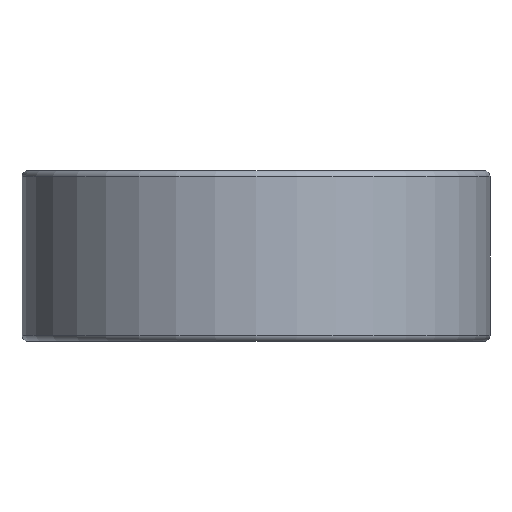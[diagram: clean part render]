
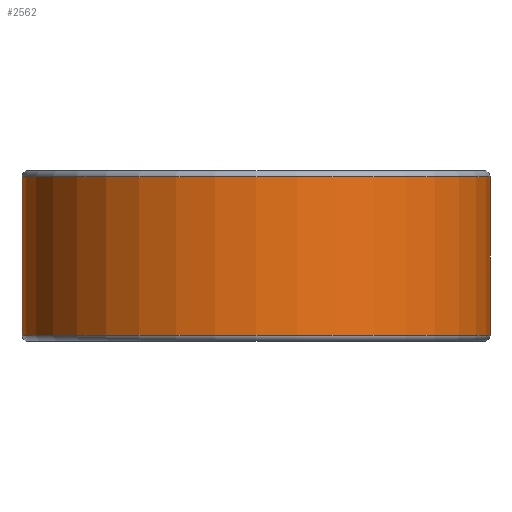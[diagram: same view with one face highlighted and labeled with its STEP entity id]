
A CAD part, front view. The second image highlights one B-rep face of the part: STEP entity #2562.
In plain terms, the highlighted cylindrical face has radius 28.169 mm (diameter 56.337 mm), a partial arc.
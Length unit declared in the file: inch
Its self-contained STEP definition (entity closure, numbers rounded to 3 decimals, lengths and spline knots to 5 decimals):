
#7 = EDGE_CURVE ( 'NONE', #2188, #1761, #243, .T. ) ;
#149 = CYLINDRICAL_SURFACE ( 'NONE', #871, 1.109 ) ;
#243 = CIRCLE ( 'NONE', #742, 1.109 ) ;
#343 = ORIENTED_EDGE ( 'NONE', *, *, #1119, .T. ) ;
#353 = VERTEX_POINT ( 'NONE', #1625 ) ;
#587 = DIRECTION ( 'NONE',  ( 1., 0., 0. ) ) ;
#589 = EDGE_CURVE ( 'NONE', #1756, #1761, #1025, .T. ) ;
#700 = VECTOR ( 'NONE', #2432, 39.37008 ) ;
#742 = AXIS2_PLACEMENT_3D ( 'NONE', #914, #1066, #1314 ) ;
#752 = CARTESIAN_POINT ( 'NONE',  ( -0.078, -2.562, 0.375 ) ) ;
#756 = LINE ( 'NONE', #752, #700 ) ;
#791 = DIRECTION ( 'NONE',  ( 0., 0., 1. ) ) ;
#871 = AXIS2_PLACEMENT_3D ( 'NONE', #1861, #791, #587 ) ;
#914 = CARTESIAN_POINT ( 'NONE',  ( 1.031, -2.562, 0.375 ) ) ;
#996 = CARTESIAN_POINT ( 'NONE',  ( -0.078, -2.562, 0.375 ) ) ;
#1025 = LINE ( 'NONE', #2440, #1524 ) ;
#1066 = DIRECTION ( 'NONE',  ( 0., 0., 1. ) ) ;
#1119 = EDGE_CURVE ( 'NONE', #353, #1756, #1491, .T. ) ;
#1122 = DIRECTION ( 'NONE',  ( 0., 0., 1. ) ) ;
#1304 = EDGE_LOOP ( 'NONE', ( #343, #1559, #2172, #2174 ) ) ;
#1314 = DIRECTION ( 'NONE',  ( 1., 0., 0. ) ) ;
#1394 = DIRECTION ( 'NONE',  ( 0., 0., 1. ) ) ;
#1491 = CIRCLE ( 'NONE', #2575, 1.109 ) ;
#1524 = VECTOR ( 'NONE', #1394, 39.37008 ) ;
#1559 = ORIENTED_EDGE ( 'NONE', *, *, #589, .T. ) ;
#1625 = CARTESIAN_POINT ( 'NONE',  ( -0.078, -2.562, -0.375 ) ) ;
#1739 = CARTESIAN_POINT ( 'NONE',  ( 2.14, -2.562, 0.375 ) ) ;
#1756 = VERTEX_POINT ( 'NONE', #2573 ) ;
#1761 = VERTEX_POINT ( 'NONE', #1739 ) ;
#1861 = CARTESIAN_POINT ( 'NONE',  ( 1.031, -2.562, 0. ) ) ;
#1938 = DIRECTION ( 'NONE',  ( 1., 0., 0. ) ) ;
#2023 = FACE_OUTER_BOUND ( 'NONE', #1304, .T. ) ;
#2172 = ORIENTED_EDGE ( 'NONE', *, *, #7, .F. ) ;
#2174 = ORIENTED_EDGE ( 'NONE', *, *, #2441, .T. ) ;
#2188 = VERTEX_POINT ( 'NONE', #996 ) ;
#2391 = CARTESIAN_POINT ( 'NONE',  ( 1.031, -2.562, -0.375 ) ) ;
#2432 = DIRECTION ( 'NONE',  ( 0., 0., -1. ) ) ;
#2440 = CARTESIAN_POINT ( 'NONE',  ( 2.14, -2.562, 0. ) ) ;
#2441 = EDGE_CURVE ( 'NONE', #2188, #353, #756, .T. ) ;
#2562 = ADVANCED_FACE ( 'NONE', ( #2023 ), #149, .T. ) ;
#2573 = CARTESIAN_POINT ( 'NONE',  ( 2.14, -2.562, -0.375 ) ) ;
#2575 = AXIS2_PLACEMENT_3D ( 'NONE', #2391, #1122, #1938 ) ;
